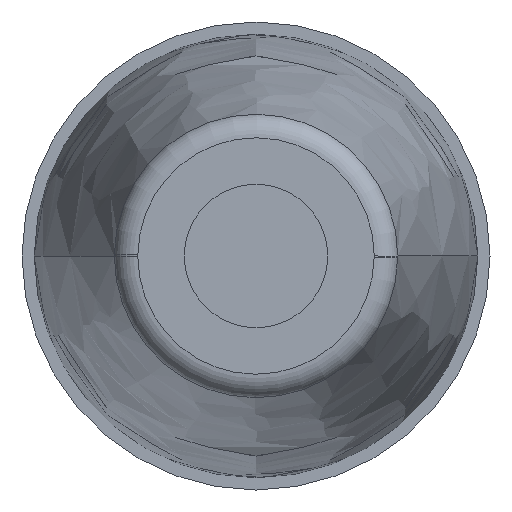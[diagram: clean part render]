
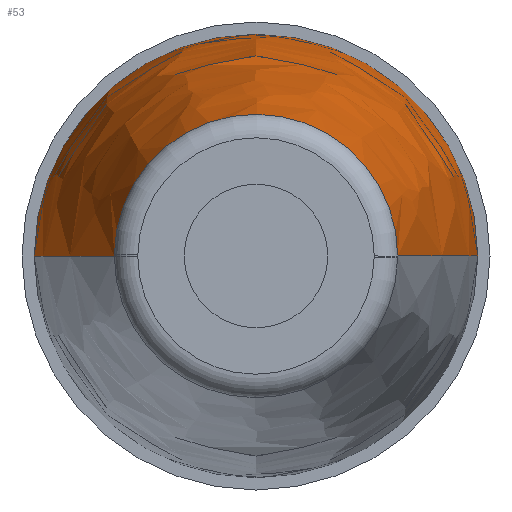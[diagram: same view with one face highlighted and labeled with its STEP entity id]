
A CAD part, left-side view. The second image highlights one B-rep face of the part: STEP entity #53.
In plain terms, the highlighted free-form (B-spline) face has degree [3, 3] with [7, 4] control points.
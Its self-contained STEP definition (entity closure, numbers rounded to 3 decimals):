
#53=ADVANCED_FACE('',(#132),#133,.T.);
#132=FACE_OUTER_BOUND('',#283,.T.);
#133=(B_SPLINE_SURFACE(3,3,((#285,#286,#287,#288),(#289,#290,#291,#292),(#293,#294,#295,#296),(#297,#298,#299,#300),(#301,#302,#303,#304),(#305,#306,#307,#308),(#309,#310,#311,#312)),.UNSPECIFIED.,.F.,.F.,.F.)B_SPLINE_SURFACE_WITH_KNOTS((4,3,4),(4,4),(0.011,1.0,1.989),(0.0,1.0),.UNSPECIFIED.)RATIONAL_B_SPLINE_SURFACE(((1.182,1.178,1.178,1.182),(0.94,0.937,0.937,0.94),(0.942,0.94,0.94,0.942),(1.19,1.186,1.186,1.19),(0.942,0.94,0.94,0.942),(0.94,0.937,0.937,0.94),(1.182,1.178,1.178,1.182)))BOUNDED_SURFACE()REPRESENTATION_ITEM('')GEOMETRIC_REPRESENTATION_ITEM()SURFACE());
#283=EDGE_LOOP('',(#774,#775,#776,#777,#778));
#285=CARTESIAN_POINT('',(-30.058,4.579,-0.213));
#286=CARTESIAN_POINT('',(-19.942,6.448,-0.299));
#287=CARTESIAN_POINT('',(-9.695,7.368,-0.342));
#288=CARTESIAN_POINT('',(0.593,7.332,-0.34));
#289=CARTESIAN_POINT('',(-30.058,4.709,2.574));
#290=CARTESIAN_POINT('',(-19.942,6.631,3.624));
#291=CARTESIAN_POINT('',(-9.695,7.577,4.141));
#292=CARTESIAN_POINT('',(0.593,7.539,4.121));
#293=CARTESIAN_POINT('',(-30.058,2.781,4.584));
#294=CARTESIAN_POINT('',(-19.942,3.916,6.455));
#295=CARTESIAN_POINT('',(-9.695,4.475,7.376));
#296=CARTESIAN_POINT('',(0.593,4.453,7.34));
#297=CARTESIAN_POINT('',(-30.058,0.0,4.584));
#298=CARTESIAN_POINT('',(-19.942,0.0,6.455));
#299=CARTESIAN_POINT('',(-9.695,0.0,7.376));
#300=CARTESIAN_POINT('',(0.593,0.0,7.34));
#301=CARTESIAN_POINT('',(-30.058,-2.781,4.584));
#302=CARTESIAN_POINT('',(-19.942,-3.916,6.455));
#303=CARTESIAN_POINT('',(-9.695,-4.475,7.376));
#304=CARTESIAN_POINT('',(0.593,-4.453,7.34));
#305=CARTESIAN_POINT('',(-30.058,-4.709,2.574));
#306=CARTESIAN_POINT('',(-19.942,-6.631,3.624));
#307=CARTESIAN_POINT('',(-9.695,-7.577,4.141));
#308=CARTESIAN_POINT('',(0.593,-7.539,4.121));
#309=CARTESIAN_POINT('',(-30.058,-4.579,-0.213));
#310=CARTESIAN_POINT('',(-19.942,-6.448,-0.299));
#311=CARTESIAN_POINT('',(-9.695,-7.368,-0.342));
#312=CARTESIAN_POINT('',(0.593,-7.332,-0.34));
#774=ORIENTED_EDGE('',*,*,#1284,.F.);
#775=ORIENTED_EDGE('',*,*,#1285,.F.);
#776=ORIENTED_EDGE('',*,*,#1286,.T.);
#777=ORIENTED_EDGE('',*,*,#1271,.F.);
#778=ORIENTED_EDGE('',*,*,#1283,.F.);
#1271=EDGE_CURVE('',#1445,#1448,#1449,.T.);
#1283=EDGE_CURVE('',#1456,#1445,#1468,.T.);
#1284=EDGE_CURVE('',#1469,#1456,#1470,.T.);
#1285=EDGE_CURVE('',#1471,#1469,#1472,.T.);
#1286=EDGE_CURVE('',#1471,#1448,#1473,.T.);
#1445=VERTEX_POINT('',#1722);
#1448=VERTEX_POINT('',#1725);
#1449=CIRCLE('',#1726,4.691);
#1456=VERTEX_POINT('',#1733);
#1468=CIRCLE('',#1745,4.691);
#1469=VERTEX_POINT('',#1746);
#1470=CIRCLE('',#1747,165.272);
#1471=VERTEX_POINT('',#1748);
#1472=CIRCLE('',#1749,7.341);
#1473=CIRCLE('',#1750,165.272);
#1722=CARTESIAN_POINT('',(-29.475,4.691,0.059));
#1725=CARTESIAN_POINT('',(-29.475,4.691,0.0));
#1726=AXIS2_PLACEMENT_3D('',#2461,#2462,#2463);
#1733=CARTESIAN_POINT('',(-29.475,-4.691,0.0));
#1745=AXIS2_PLACEMENT_3D('',#2497,#2498,#2499);
#1746=CARTESIAN_POINT('',(0.0,-7.341,0.0));
#1747=AXIS2_PLACEMENT_3D('',#2500,#2501,#2502);
#1748=CARTESIAN_POINT('',(0.0,7.341,0.0));
#1749=AXIS2_PLACEMENT_3D('',#2503,#2504,#2505);
#1750=AXIS2_PLACEMENT_3D('',#2506,#2507,#2508);
#2461=CARTESIAN_POINT('',(-29.475,0.0,0.0));
#2462=DIRECTION('',(-1.0,0.0,0.0));
#2463=DIRECTION('',(0.0,-1.0,0.0));
#2497=CARTESIAN_POINT('',(-29.475,0.0,0.0));
#2498=DIRECTION('',(-1.0,0.0,0.0));
#2499=DIRECTION('',(0.0,-1.0,0.0));
#2500=CARTESIAN_POINT('',(0.0,157.931,0.));
#2501=DIRECTION('',(0.0,0.0,-1.0));
#2502=DIRECTION('',(0.0,-1.0,0.0));
#2503=CARTESIAN_POINT('',(0.0,0.0,0.0));
#2504=DIRECTION('',(1.0,0.0,0.0));
#2505=DIRECTION('',(0.0,1.0,0.0));
#2506=CARTESIAN_POINT('',(0.0,-157.931,0.));
#2507=DIRECTION('',(0.0,-0.0,1.0));
#2508=DIRECTION('',(0.0,1.0,0.0));
